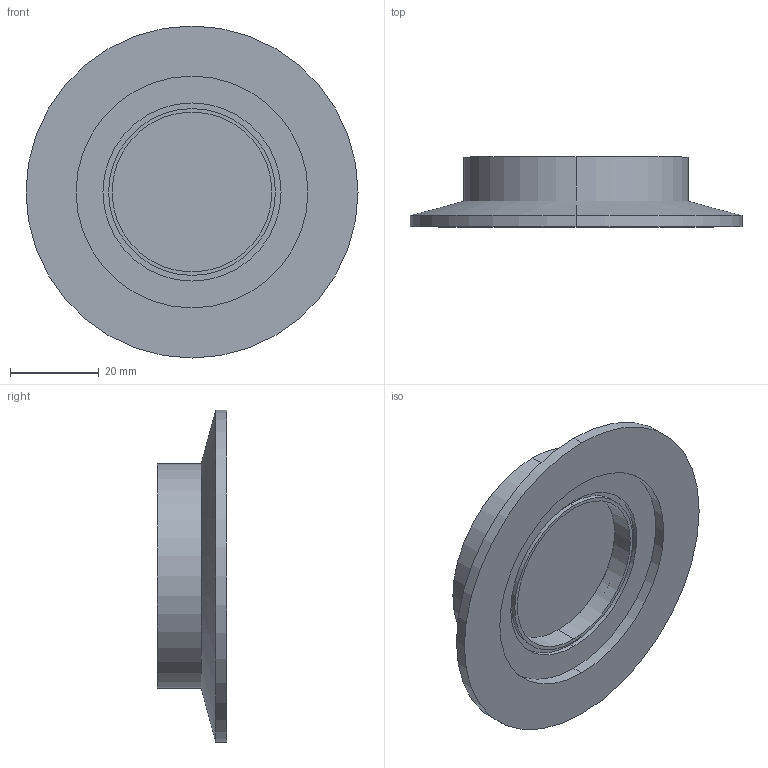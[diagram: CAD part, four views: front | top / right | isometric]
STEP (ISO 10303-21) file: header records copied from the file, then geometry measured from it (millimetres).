
FILE_DESCRIPTION (( 'STEP AP203' ), '1' );
FILE_NAME ('A0816-1-QF.STEP', '2011-10-03T20:27:17', ( '' ), ( '' ), 'SwSTEP 2.0', 'SolidWorks 2011', '' );
FILE_SCHEMA (( 'CONFIG_CONTROL_DESIGN' ));
Length unit declared in the file: inch
Products named in the file (1): A0816-1-QF
Bounding box: 74.93 x 15.75 x 74.93 mm (x, y, z)
Volume: 21461.3 mm3; surface area: 16967.6 mm2
Topology: 1 solids, 1 shells, 46 faces, 90 edges, 56 vertices
Faces by surface type: cylinder 24, plane 12, cone 6, torus 4
Entity records: 1277 total; most frequent: DIRECTION 244, CARTESIAN_POINT 193, ORIENTED_EDGE 180, AXIS2_PLACEMENT_3D 107, EDGE_CURVE 90, CIRCLE 60, EDGE_LOOP 56, VERTEX_POINT 56
